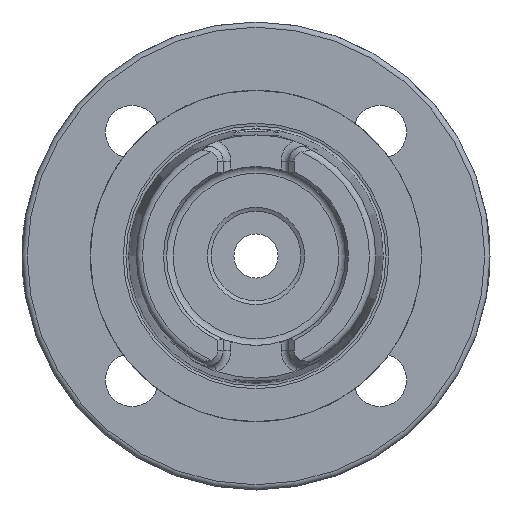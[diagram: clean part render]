
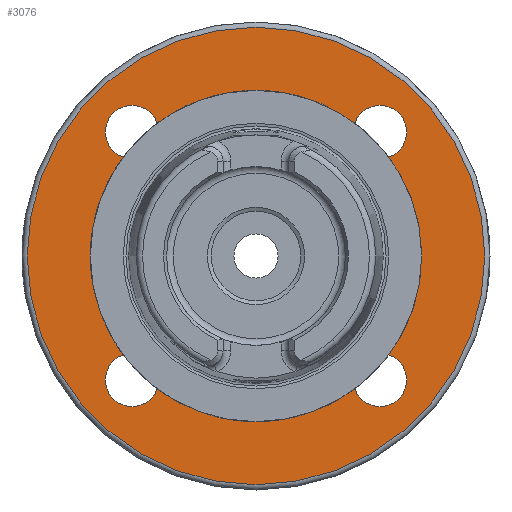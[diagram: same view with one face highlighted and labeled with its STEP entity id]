
A CAD part, left-side view. The second image highlights one B-rep face of the part: STEP entity #3076.
In plain terms, the highlighted planar face has unit normal (-1, 0, 0).
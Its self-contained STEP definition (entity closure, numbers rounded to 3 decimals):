
#154=FACE_BOUND('',#486,.T.);
#155=FACE_BOUND('',#487,.T.);
#156=FACE_BOUND('',#488,.T.);
#157=FACE_BOUND('',#489,.T.);
#158=FACE_BOUND('',#490,.T.);
#175=PLANE('',#3367);
#314=FACE_OUTER_BOUND('',#485,.T.);
#485=EDGE_LOOP('',(#2314,#2315));
#486=EDGE_LOOP('',(#2316,#2317));
#487=EDGE_LOOP('',(#2318,#2319));
#488=EDGE_LOOP('',(#2320,#2321));
#489=EDGE_LOOP('',(#2322,#2323));
#490=EDGE_LOOP('',(#2324,#2325));
#950=CIRCLE('',#3246,5.053);
#951=CIRCLE('',#3247,5.053);
#954=CIRCLE('',#3251,5.053);
#955=CIRCLE('',#3252,5.053);
#958=CIRCLE('',#3256,5.053);
#959=CIRCLE('',#3257,5.053);
#962=CIRCLE('',#3261,5.053);
#963=CIRCLE('',#3262,5.053);
#1031=CIRCLE('',#3365,26.5);
#1032=CIRCLE('',#3366,26.5);
#1033=CIRCLE('',#3368,43.5);
#1034=CIRCLE('',#3369,43.5);
#1190=VERTEX_POINT('',#4641);
#1191=VERTEX_POINT('',#4643);
#1194=VERTEX_POINT('',#4651);
#1195=VERTEX_POINT('',#4653);
#1198=VERTEX_POINT('',#4661);
#1199=VERTEX_POINT('',#4663);
#1202=VERTEX_POINT('',#4671);
#1203=VERTEX_POINT('',#4673);
#1283=VERTEX_POINT('',#4971);
#1284=VERTEX_POINT('',#4973);
#1285=VERTEX_POINT('',#4977);
#1286=VERTEX_POINT('',#4978);
#1541=EDGE_CURVE('',#1191,#1190,#950,.T.);
#1542=EDGE_CURVE('',#1190,#1191,#951,.T.);
#1546=EDGE_CURVE('',#1195,#1194,#954,.T.);
#1547=EDGE_CURVE('',#1194,#1195,#955,.T.);
#1551=EDGE_CURVE('',#1199,#1198,#958,.T.);
#1552=EDGE_CURVE('',#1198,#1199,#959,.T.);
#1556=EDGE_CURVE('',#1203,#1202,#962,.T.);
#1557=EDGE_CURVE('',#1202,#1203,#963,.T.);
#1669=EDGE_CURVE('',#1284,#1283,#1031,.T.);
#1670=EDGE_CURVE('',#1283,#1284,#1032,.T.);
#1671=EDGE_CURVE('',#1285,#1286,#1033,.T.);
#1672=EDGE_CURVE('',#1286,#1285,#1034,.T.);
#2314=ORIENTED_EDGE('',*,*,#1671,.F.);
#2315=ORIENTED_EDGE('',*,*,#1672,.F.);
#2316=ORIENTED_EDGE('',*,*,#1541,.T.);
#2317=ORIENTED_EDGE('',*,*,#1542,.T.);
#2318=ORIENTED_EDGE('',*,*,#1546,.T.);
#2319=ORIENTED_EDGE('',*,*,#1547,.T.);
#2320=ORIENTED_EDGE('',*,*,#1551,.T.);
#2321=ORIENTED_EDGE('',*,*,#1552,.T.);
#2322=ORIENTED_EDGE('',*,*,#1556,.T.);
#2323=ORIENTED_EDGE('',*,*,#1557,.T.);
#2324=ORIENTED_EDGE('',*,*,#1669,.T.);
#2325=ORIENTED_EDGE('',*,*,#1670,.T.);
#3076=ADVANCED_FACE('',(#314,#154,#155,#156,#157,#158),#175,.T.);
#3246=AXIS2_PLACEMENT_3D('',#4644,#3693,#3694);
#3247=AXIS2_PLACEMENT_3D('',#4645,#3695,#3696);
#3251=AXIS2_PLACEMENT_3D('',#4654,#3704,#3705);
#3252=AXIS2_PLACEMENT_3D('',#4655,#3706,#3707);
#3256=AXIS2_PLACEMENT_3D('',#4664,#3715,#3716);
#3257=AXIS2_PLACEMENT_3D('',#4665,#3717,#3718);
#3261=AXIS2_PLACEMENT_3D('',#4674,#3726,#3727);
#3262=AXIS2_PLACEMENT_3D('',#4675,#3728,#3729);
#3365=AXIS2_PLACEMENT_3D('',#4974,#3971,#3972);
#3366=AXIS2_PLACEMENT_3D('',#4975,#3973,#3974);
#3367=AXIS2_PLACEMENT_3D('',#4976,#3975,#3976);
#3368=AXIS2_PLACEMENT_3D('',#4979,#3977,#3978);
#3369=AXIS2_PLACEMENT_3D('',#4980,#3979,#3980);
#3693=DIRECTION('center_axis',(1.,0.,0.));
#3694=DIRECTION('ref_axis',(0.,1.,0.));
#3695=DIRECTION('center_axis',(1.,0.,0.));
#3696=DIRECTION('ref_axis',(0.,1.,0.));
#3704=DIRECTION('center_axis',(1.,0.,0.));
#3705=DIRECTION('ref_axis',(0.,1.,0.));
#3706=DIRECTION('center_axis',(1.,0.,0.));
#3707=DIRECTION('ref_axis',(0.,1.,0.));
#3715=DIRECTION('center_axis',(1.,0.,0.));
#3716=DIRECTION('ref_axis',(0.,1.,0.));
#3717=DIRECTION('center_axis',(1.,0.,0.));
#3718=DIRECTION('ref_axis',(0.,1.,0.));
#3726=DIRECTION('center_axis',(1.,0.,0.));
#3727=DIRECTION('ref_axis',(0.,1.,0.));
#3728=DIRECTION('center_axis',(1.,0.,0.));
#3729=DIRECTION('ref_axis',(0.,1.,0.));
#3971=DIRECTION('center_axis',(1.,0.,0.));
#3972=DIRECTION('ref_axis',(0.,1.,0.));
#3973=DIRECTION('center_axis',(1.,0.,0.));
#3974=DIRECTION('ref_axis',(0.,1.,0.));
#3975=DIRECTION('center_axis',(-1.,0.,0.));
#3976=DIRECTION('ref_axis',(0.,0.,1.));
#3977=DIRECTION('center_axis',(1.,0.,0.));
#3978=DIRECTION('ref_axis',(0.,1.,0.));
#3979=DIRECTION('center_axis',(1.,0.,0.));
#3980=DIRECTION('ref_axis',(0.,1.,0.));
#4641=CARTESIAN_POINT('',(42.,-28.635,23.582));
#4643=CARTESIAN_POINT('',(42.,-18.529,23.582));
#4644=CARTESIAN_POINT('Origin',(42.,-23.582,23.582));
#4645=CARTESIAN_POINT('Origin',(42.,-23.582,23.582));
#4651=CARTESIAN_POINT('',(42.,-28.635,-23.582));
#4653=CARTESIAN_POINT('',(42.,-18.529,-23.582));
#4654=CARTESIAN_POINT('Origin',(42.,-23.582,-23.582));
#4655=CARTESIAN_POINT('Origin',(42.,-23.582,-23.582));
#4661=CARTESIAN_POINT('',(42.,18.529,-23.582));
#4663=CARTESIAN_POINT('',(42.,28.635,-23.582));
#4664=CARTESIAN_POINT('Origin',(42.,23.582,-23.582));
#4665=CARTESIAN_POINT('Origin',(42.,23.582,-23.582));
#4671=CARTESIAN_POINT('',(42.,18.529,23.582));
#4673=CARTESIAN_POINT('',(42.,28.635,23.582));
#4674=CARTESIAN_POINT('Origin',(42.,23.582,23.582));
#4675=CARTESIAN_POINT('Origin',(42.,23.582,23.582));
#4971=CARTESIAN_POINT('',(42.,0.,26.5));
#4973=CARTESIAN_POINT('',(42.,26.5,0.));
#4974=CARTESIAN_POINT('Origin',(42.,0.,0.));
#4975=CARTESIAN_POINT('Origin',(42.,0.,0.));
#4976=CARTESIAN_POINT('Origin',(42.,35.,0.));
#4977=CARTESIAN_POINT('',(42.,43.5,0.));
#4978=CARTESIAN_POINT('',(42.,0.,43.5));
#4979=CARTESIAN_POINT('Origin',(42.,0.,0.));
#4980=CARTESIAN_POINT('Origin',(42.,0.,0.));
